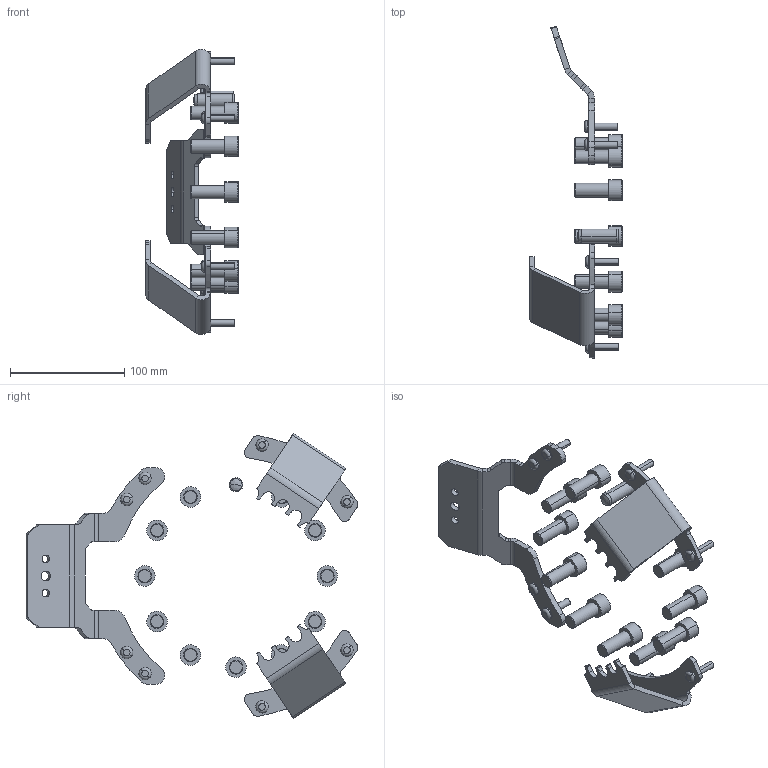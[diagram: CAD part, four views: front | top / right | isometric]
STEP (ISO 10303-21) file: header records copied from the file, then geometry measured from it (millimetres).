
FILE_DESCRIPTION (( 'STEP AP203' ), '1' );
FILE_NAME ('P5504.STEP', '2020-01-10T10:24:41', ( 'admin' ), ( '' ), 'SwSTEP 2.0', 'SolidWorks 2017', '' );
FILE_SCHEMA (( 'CONFIG_CONTROL_DESIGN' ));
Length unit declared in the file: millimetre
Products named in the file (1): P5504
Bounding box: 81.5 x 290.94 x 250.13 mm (x, y, z)
Volume: 178289.1 mm3; surface area: 89761.7 mm2
Topology: 23 solids, 23 shells, 509 faces, 1158 edges, 724 vertices
Faces by surface type: plane 223, cylinder 200, torus 54, cone 30, sphere 2
Entity records: 14385 total; most frequent: DIRECTION 2714, CARTESIAN_POINT 2390, ORIENTED_EDGE 2312, EDGE_CURVE 1156, AXIS2_PLACEMENT_3D 1048, VERTEX_POINT 724, VECTOR 618, LINE 618
